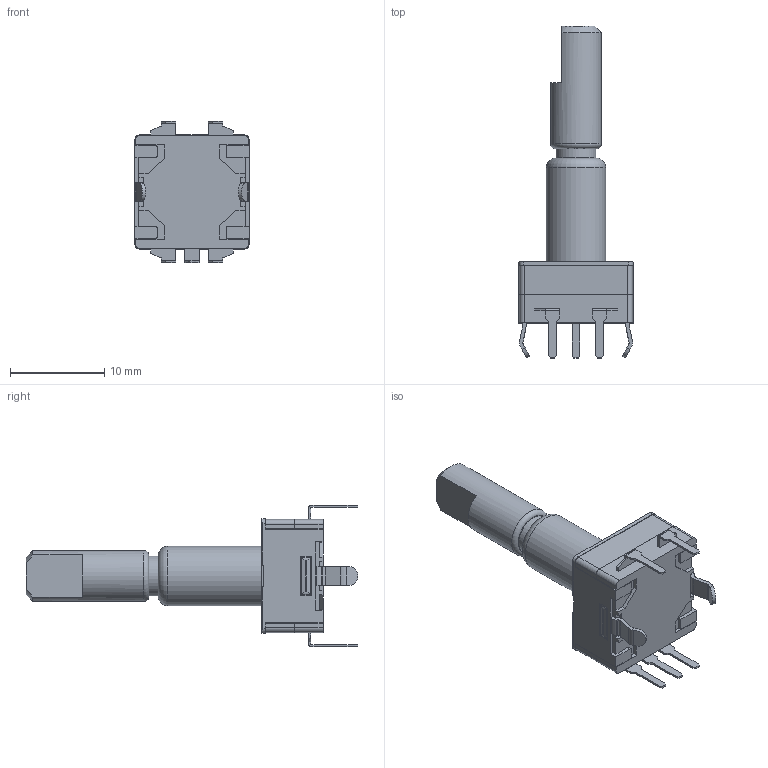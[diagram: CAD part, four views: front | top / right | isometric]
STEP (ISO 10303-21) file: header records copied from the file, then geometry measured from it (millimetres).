
FILE_DESCRIPTION(/* description */ ('STEP AP214'),/* implementation_level */ '2;1');
FILE_NAME(/* name */ 'encoder_ALPS.step',/* time_stamp */ '2025-07-15T16:53:57+02:00',/* author */ (''),/* organization */ (''),/* preprocessor_version */ 'ST-DEVELOPER v20.1',/* originating_system */ 'Autodesk Translation Framework v14.10.0.0',/* authorisation */ '');
FILE_SCHEMA (('AUTOMOTIVE_DESIGN { 1 0 10303 214 3 1 1 }'));
Length unit declared in the file: millimetre
Products named in the file (1): Ðý×ª±àÂëÆ÷
Bounding box: 12.3 x 35.2 x 15 mm (x, y, z)
Volume: 1559.1 mm3; surface area: 1538.1 mm2
Topology: 6 solids, 6 shells, 292 faces, 813 edges, 530 vertices
Faces by surface type: plane 229, cylinder 52, bspline 8, torus 2, cone 1
Full cylindrical faces by diameter (mm): 4.234 x1, 5.4 x1, 6.284 x1
Entity records: 9575 total; most frequent: CARTESIAN_POINT 1756, ORIENTED_EDGE 1626, DIRECTION 1470, EDGE_CURVE 813, LINE 698, VECTOR 698, VERTEX_POINT 530, AXIS2_PLACEMENT_3D 386
